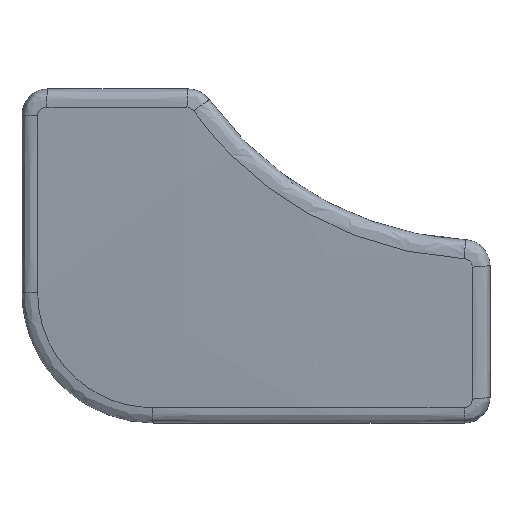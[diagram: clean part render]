
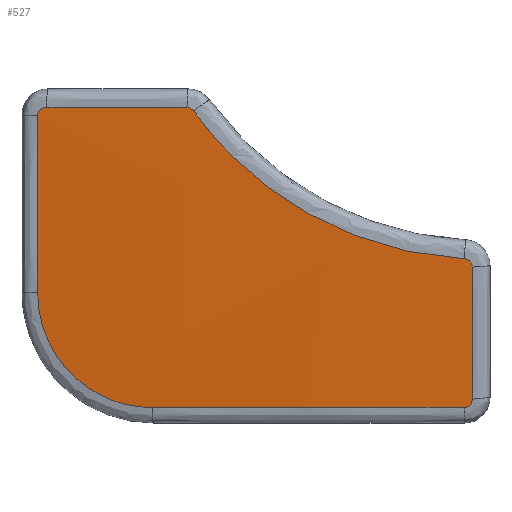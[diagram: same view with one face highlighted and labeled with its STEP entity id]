
A CAD part, top view. The second image highlights one B-rep face of the part: STEP entity #527.
In plain terms, the highlighted spherical face has radius 350 mm.
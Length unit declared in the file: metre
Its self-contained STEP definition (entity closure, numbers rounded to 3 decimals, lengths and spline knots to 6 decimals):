
#30=SPHERICAL_SURFACE('',#592,0.35);
#67=B_SPLINE_CURVE_WITH_KNOTS('',3,(#864,#865,#866,#867),.UNSPECIFIED.,
 .F.,.F.,(4,4),(0.,1.),.UNSPECIFIED.);
#68=B_SPLINE_CURVE_WITH_KNOTS('',3,(#870,#871,#872,#873),.UNSPECIFIED.,
 .F.,.F.,(4,4),(0.,1.),.UNSPECIFIED.);
#69=B_SPLINE_CURVE_WITH_KNOTS('',3,(#875,#876,#877,#878),.UNSPECIFIED.,
 .F.,.F.,(4,4),(0.,1.),.UNSPECIFIED.);
#70=B_SPLINE_CURVE_WITH_KNOTS('',3,(#880,#881,#882,#883),.UNSPECIFIED.,
 .F.,.F.,(4,4),(0.,1.),.UNSPECIFIED.);
#71=B_SPLINE_CURVE_WITH_KNOTS('',3,(#885,#886,#887,#888,#889,#890,#891,
#892),.UNSPECIFIED.,.F.,.F.,(4,1,1,1,1,4),(0.,0.125,0.25,0.5,0.75,1.),
 .UNSPECIFIED.);
#72=B_SPLINE_CURVE_WITH_KNOTS('',3,(#894,#895,#896,#897),.UNSPECIFIED.,
 .F.,.F.,(4,4),(0.,1.),.UNSPECIFIED.);
#73=B_SPLINE_CURVE_WITH_KNOTS('',3,(#899,#900,#901,#902),.UNSPECIFIED.,
 .F.,.F.,(4,4),(0.,1.),.UNSPECIFIED.);
#74=B_SPLINE_CURVE_WITH_KNOTS('',3,(#904,#905,#906,#907),.UNSPECIFIED.,
 .F.,.F.,(4,4),(0.,1.),.UNSPECIFIED.);
#75=B_SPLINE_CURVE_WITH_KNOTS('',3,(#909,#910,#911,#912),.UNSPECIFIED.,
 .F.,.F.,(4,4),(0.,1.),.UNSPECIFIED.);
#76=B_SPLINE_CURVE_WITH_KNOTS('',3,(#914,#915,#916,#917,#918,#919,#920),
 .UNSPECIFIED.,.F.,.F.,(4,1,1,1,4),(0.,0.25,0.5,0.75,1.),.UNSPECIFIED.);
#139=ORIENTED_EDGE('',*,*,#281,.T.);
#140=ORIENTED_EDGE('',*,*,#282,.T.);
#141=ORIENTED_EDGE('',*,*,#283,.T.);
#142=ORIENTED_EDGE('',*,*,#284,.T.);
#143=ORIENTED_EDGE('',*,*,#285,.T.);
#144=ORIENTED_EDGE('',*,*,#286,.T.);
#145=ORIENTED_EDGE('',*,*,#287,.T.);
#146=ORIENTED_EDGE('',*,*,#288,.T.);
#147=ORIENTED_EDGE('',*,*,#289,.T.);
#148=ORIENTED_EDGE('',*,*,#290,.T.);
#281=EDGE_CURVE('',#347,#348,#67,.T.);
#282=EDGE_CURVE('',#348,#349,#68,.T.);
#283=EDGE_CURVE('',#349,#350,#69,.T.);
#284=EDGE_CURVE('',#350,#351,#70,.T.);
#285=EDGE_CURVE('',#351,#352,#71,.T.);
#286=EDGE_CURVE('',#352,#353,#72,.T.);
#287=EDGE_CURVE('',#353,#354,#73,.T.);
#288=EDGE_CURVE('',#354,#355,#74,.T.);
#289=EDGE_CURVE('',#355,#356,#75,.T.);
#290=EDGE_CURVE('',#356,#347,#76,.T.);
#347=VERTEX_POINT('',#868);
#348=VERTEX_POINT('',#869);
#349=VERTEX_POINT('',#874);
#350=VERTEX_POINT('',#879);
#351=VERTEX_POINT('',#884);
#352=VERTEX_POINT('',#893);
#353=VERTEX_POINT('',#898);
#354=VERTEX_POINT('',#903);
#355=VERTEX_POINT('',#908);
#356=VERTEX_POINT('',#913);
#430=EDGE_LOOP('',(#139,#140,#141,#142,#143,#144,#145,#146,#147,#148));
#474=FACE_BOUND('',#430,.T.);
#527=ADVANCED_FACE('',(#474),#30,.T.);
#592=AXIS2_PLACEMENT_3D('',#863,#683,#684);
#683=DIRECTION('',(1.,0.,0.));
#684=DIRECTION('',(0.,0.,1.));
#863=CARTESIAN_POINT('',(0.038795,-0.00334,-0.311461));
#864=CARTESIAN_POINT('',(0.013495,-0.021007,0.037176));
#865=CARTESIAN_POINT('',(0.013364,-0.020825,0.037176));
#866=CARTESIAN_POINT('',(0.013148,-0.020714,0.037166));
#867=CARTESIAN_POINT('',(0.012924,-0.020714,0.037149));
#868=CARTESIAN_POINT('',(0.013495,-0.021007,0.037176));
#869=CARTESIAN_POINT('',(0.012924,-0.020714,0.037149));
#870=CARTESIAN_POINT('',(0.012924,-0.020714,0.037149));
#871=CARTESIAN_POINT('',(0.008922,-0.020718,0.036852));
#872=CARTESIAN_POINT('',(0.004926,-0.020718,0.036486));
#873=CARTESIAN_POINT('',(0.000938,-0.020714,0.036052));
#874=CARTESIAN_POINT('',(0.000938,-0.020714,0.036052));
#875=CARTESIAN_POINT('',(0.000938,-0.020714,0.036052));
#876=CARTESIAN_POINT('',(0.00055,-0.020714,0.03601));
#877=CARTESIAN_POINT('',(0.000235,-0.021029,0.035959));
#878=CARTESIAN_POINT('',(0.000235,-0.021417,0.035939));
#879=CARTESIAN_POINT('',(0.000235,-0.021417,0.035939));
#880=CARTESIAN_POINT('',(0.000235,-0.021417,0.035939));
#881=CARTESIAN_POINT('',(0.000235,-0.026446,0.035677));
#882=CARTESIAN_POINT('',(0.000235,-0.031469,0.035306));
#883=CARTESIAN_POINT('',(0.000235,-0.036482,0.034826));
#884=CARTESIAN_POINT('',(0.000235,-0.036482,0.034826));
#885=CARTESIAN_POINT('',(0.000235,-0.036482,0.034826));
#886=CARTESIAN_POINT('',(0.000235,-0.037127,0.034765));
#887=CARTESIAN_POINT('',(0.000357,-0.038391,0.034654));
#888=CARTESIAN_POINT('',(0.001108,-0.040854,0.03448));
#889=CARTESIAN_POINT('',(0.002906,-0.043548,0.034372));
#890=CARTESIAN_POINT('',(0.006161,-0.045718,0.034435));
#891=CARTESIAN_POINT('',(0.008689,-0.046224,0.034597));
#892=CARTESIAN_POINT('',(0.009976,-0.046224,0.034705));
#893=CARTESIAN_POINT('',(0.009976,-0.046224,0.034705));
#894=CARTESIAN_POINT('',(0.009976,-0.046224,0.034705));
#895=CARTESIAN_POINT('',(0.01877,-0.046224,0.035437));
#896=CARTESIAN_POINT('',(0.027616,-0.046224,0.035836));
#897=CARTESIAN_POINT('',(0.03649,-0.046224,0.035894));
#898=CARTESIAN_POINT('',(0.03649,-0.046224,0.035894));
#899=CARTESIAN_POINT('',(0.03649,-0.046224,0.035894));
#900=CARTESIAN_POINT('',(0.036879,-0.046224,0.035897));
#901=CARTESIAN_POINT('',(0.037193,-0.045908,0.035937));
#902=CARTESIAN_POINT('',(0.037193,-0.045521,0.035985));
#903=CARTESIAN_POINT('',(0.037193,-0.045521,0.035985));
#904=CARTESIAN_POINT('',(0.037193,-0.045521,0.035985));
#905=CARTESIAN_POINT('',(0.037193,-0.041784,0.036438));
#906=CARTESIAN_POINT('',(0.037193,-0.03804,0.036832));
#907=CARTESIAN_POINT('',(0.037193,-0.03429,0.037164));
#908=CARTESIAN_POINT('',(0.037193,-0.03429,0.037164));
#909=CARTESIAN_POINT('',(0.037193,-0.03429,0.037164));
#910=CARTESIAN_POINT('',(0.037193,-0.033917,0.037198));
#911=CARTESIAN_POINT('',(0.036901,-0.033607,0.037223));
#912=CARTESIAN_POINT('',(0.036527,-0.033588,0.037222));
#913=CARTESIAN_POINT('',(0.036527,-0.033588,0.037222));
#914=CARTESIAN_POINT('',(0.036527,-0.033588,0.037222));
#915=CARTESIAN_POINT('',(0.034248,-0.03347,0.037218));
#916=CARTESIAN_POINT('',(0.029738,-0.032715,0.037209));
#917=CARTESIAN_POINT('',(0.023456,-0.030146,0.037196));
#918=CARTESIAN_POINT('',(0.017844,-0.026202,0.037185));
#919=CARTESIAN_POINT('',(0.014817,-0.022849,0.037179));
#920=CARTESIAN_POINT('',(0.013495,-0.021007,0.037176));
